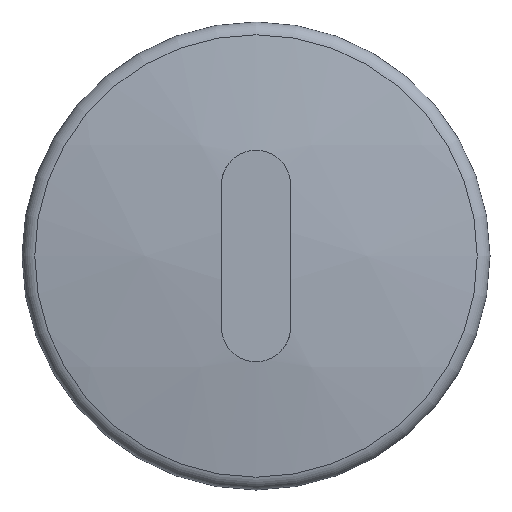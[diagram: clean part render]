
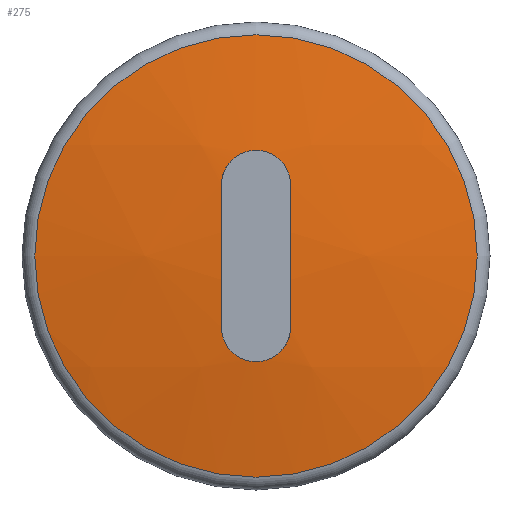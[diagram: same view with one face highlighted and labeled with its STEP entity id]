
A CAD part, left-side view. The second image highlights one B-rep face of the part: STEP entity #275.
In plain terms, the highlighted spherical face has radius 38.738 mm.
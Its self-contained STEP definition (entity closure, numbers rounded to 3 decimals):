
#27=SPHERICAL_SURFACE('',#312,38.738);
#52=FACE_BOUND('',#92,.T.);
#65=FACE_OUTER_BOUND('',#91,.T.);
#91=EDGE_LOOP('',(#223));
#92=EDGE_LOOP('',(#224,#225,#226,#227));
#119=CIRCLE('',#311,7.076);
#120=CIRCLE('',#313,38.723);
#121=CIRCLE('',#314,38.723);
#136=B_SPLINE_CURVE_WITH_KNOTS('',3,(#963,#964,#965,#966,#967,#968,#969,
#970,#971,#972,#973,#974,#975,#976,#977,#978,#979,#980),.UNSPECIFIED.,.F.,
 .F.,(4,2,2,2,2,2,2,2,4),(0.167,0.208,0.25,
0.292,0.333,0.375,0.417,
0.458,0.5),.UNSPECIFIED.);
#137=B_SPLINE_CURVE_WITH_KNOTS('',3,(#983,#984,#985,#986,#987,#988,#989,
#990,#991,#992,#993,#994,#995,#996,#997,#998,#999,#1000,#1001),
 .UNSPECIFIED.,.F.,.F.,(4,2,2,2,3,2,2,2,4),(-0.167,-0.125,
-0.083,-0.042,0.,0.042,0.083,
0.125,0.167),.UNSPECIFIED.);
#151=VERTEX_POINT('',#956);
#152=VERTEX_POINT('',#959);
#153=VERTEX_POINT('',#960);
#154=VERTEX_POINT('',#962);
#155=VERTEX_POINT('',#981);
#180=EDGE_CURVE('',#151,#151,#119,.T.);
#181=EDGE_CURVE('',#152,#153,#120,.T.);
#182=EDGE_CURVE('',#153,#154,#136,.T.);
#183=EDGE_CURVE('',#154,#155,#121,.T.);
#184=EDGE_CURVE('',#155,#152,#137,.T.);
#223=ORIENTED_EDGE('',*,*,#180,.F.);
#224=ORIENTED_EDGE('',*,*,#181,.T.);
#225=ORIENTED_EDGE('',*,*,#182,.T.);
#226=ORIENTED_EDGE('',*,*,#183,.T.);
#227=ORIENTED_EDGE('',*,*,#184,.T.);
#275=ADVANCED_FACE('',(#65,#52),#27,.T.);
#311=AXIS2_PLACEMENT_3D('',#957,#364,#365);
#312=AXIS2_PLACEMENT_3D('',#958,#366,#367);
#313=AXIS2_PLACEMENT_3D('',#961,#368,#369);
#314=AXIS2_PLACEMENT_3D('',#982,#370,#371);
#364=DIRECTION('center_axis',(1.,0.,0.));
#365=DIRECTION('ref_axis',(0.,-1.,0.));
#366=DIRECTION('center_axis',(0.,0.,1.));
#367=DIRECTION('ref_axis',(1.,0.,0.));
#368=DIRECTION('center_axis',(0.,-1.,0.));
#369=DIRECTION('ref_axis',(0.,0.,1.));
#370=DIRECTION('center_axis',(0.,1.,0.));
#371=DIRECTION('ref_axis',(0.,0.,-1.));
#956=CARTESIAN_POINT('',(-7.348,7.076,0.));
#957=CARTESIAN_POINT('Origin',(-7.348,0.,0.));
#958=CARTESIAN_POINT('Origin',(30.738,0.,0.));
#959=CARTESIAN_POINT('',(-7.917,-1.105,2.28));
#960=CARTESIAN_POINT('',(-7.917,-1.105,-2.28));
#961=CARTESIAN_POINT('Origin',(30.738,-1.105,0.));
#962=CARTESIAN_POINT('',(-7.917,1.105,-2.28));
#963=CARTESIAN_POINT('Ctrl Pts',(-7.917,-1.105,-2.28));
#964=CARTESIAN_POINT('Ctrl Pts',(-7.909,-1.105,-2.419));
#965=CARTESIAN_POINT('Ctrl Pts',(-7.9,-1.077,-2.567));
#966=CARTESIAN_POINT('Ctrl Pts',(-7.884,-0.964,-2.839));
#967=CARTESIAN_POINT('Ctrl Pts',(-7.877,-0.879,-2.963));
#968=CARTESIAN_POINT('Ctrl Pts',(-7.865,-0.683,-3.16));
#969=CARTESIAN_POINT('Ctrl Pts',(-7.86,-0.559,-3.245));
#970=CARTESIAN_POINT('Ctrl Pts',(-7.853,-0.287,-3.357));
#971=CARTESIAN_POINT('Ctrl Pts',(-7.852,-0.139,-3.385));
#972=CARTESIAN_POINT('Ctrl Pts',(-7.852,0.139,-3.385));
#973=CARTESIAN_POINT('Ctrl Pts',(-7.853,0.287,-3.357));
#974=CARTESIAN_POINT('Ctrl Pts',(-7.86,0.559,-3.245));
#975=CARTESIAN_POINT('Ctrl Pts',(-7.865,0.683,-3.16));
#976=CARTESIAN_POINT('Ctrl Pts',(-7.877,0.879,-2.963));
#977=CARTESIAN_POINT('Ctrl Pts',(-7.884,0.964,-2.839));
#978=CARTESIAN_POINT('Ctrl Pts',(-7.9,1.077,-2.567));
#979=CARTESIAN_POINT('Ctrl Pts',(-7.909,1.105,-2.419));
#980=CARTESIAN_POINT('Ctrl Pts',(-7.917,1.105,-2.28));
#981=CARTESIAN_POINT('',(-7.917,1.105,2.28));
#982=CARTESIAN_POINT('Origin',(30.738,1.105,0.));
#983=CARTESIAN_POINT('Ctrl Pts',(-7.917,1.105,2.28));
#984=CARTESIAN_POINT('Ctrl Pts',(-7.909,1.105,2.419));
#985=CARTESIAN_POINT('Ctrl Pts',(-7.9,1.077,2.567));
#986=CARTESIAN_POINT('Ctrl Pts',(-7.884,0.964,2.839));
#987=CARTESIAN_POINT('Ctrl Pts',(-7.877,0.879,2.963));
#988=CARTESIAN_POINT('Ctrl Pts',(-7.865,0.683,3.16));
#989=CARTESIAN_POINT('Ctrl Pts',(-7.86,0.559,3.245));
#990=CARTESIAN_POINT('Ctrl Pts',(-7.853,0.287,3.357));
#991=CARTESIAN_POINT('Ctrl Pts',(-7.852,0.139,3.385));
#992=CARTESIAN_POINT('Ctrl Pts',(-7.852,0.,
3.385));
#993=CARTESIAN_POINT('Ctrl Pts',(-7.852,-0.139,3.385));
#994=CARTESIAN_POINT('Ctrl Pts',(-7.853,-0.287,3.357));
#995=CARTESIAN_POINT('Ctrl Pts',(-7.86,-0.559,3.245));
#996=CARTESIAN_POINT('Ctrl Pts',(-7.865,-0.683,3.16));
#997=CARTESIAN_POINT('Ctrl Pts',(-7.877,-0.879,2.963));
#998=CARTESIAN_POINT('Ctrl Pts',(-7.884,-0.964,2.839));
#999=CARTESIAN_POINT('Ctrl Pts',(-7.9,-1.077,2.567));
#1000=CARTESIAN_POINT('Ctrl Pts',(-7.909,-1.105,2.419));
#1001=CARTESIAN_POINT('Ctrl Pts',(-7.917,-1.105,2.28));
